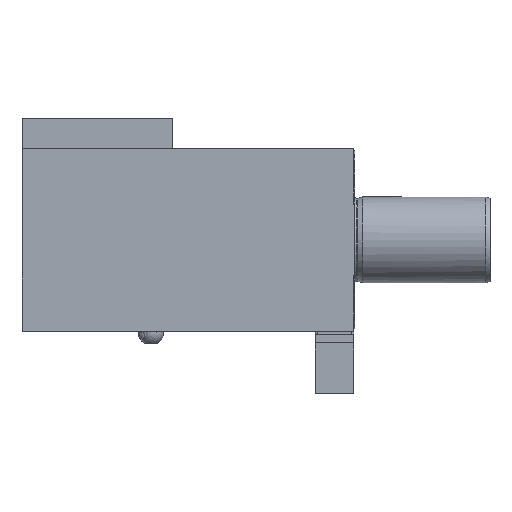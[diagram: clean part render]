
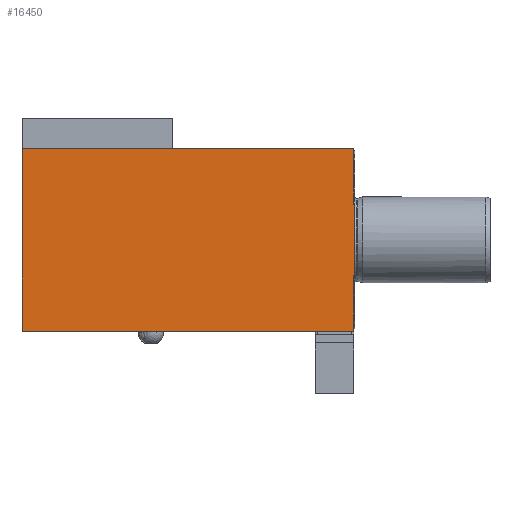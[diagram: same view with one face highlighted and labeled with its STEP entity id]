
A CAD part, left-side view. The second image highlights one B-rep face of the part: STEP entity #16450.
In plain terms, the highlighted planar face has unit normal (-1, 0, 0).
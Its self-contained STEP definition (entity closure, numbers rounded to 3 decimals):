
#234 = VECTOR ( 'NONE', #5805, 1000. ) ;
#971 = VERTEX_POINT ( 'NONE', #6878 ) ;
#1641 = ORIENTED_EDGE ( 'NONE', *, *, #8406, .T. ) ;
#1964 = LINE ( 'NONE', #11303, #16500 ) ;
#2061 = EDGE_LOOP ( 'NONE', ( #8571, #2350, #10750, #7107, #18940, #10297, #8016, #1641 ) ) ;
#2227 = VERTEX_POINT ( 'NONE', #6763 ) ;
#2319 = VERTEX_POINT ( 'NONE', #14910 ) ;
#2350 = ORIENTED_EDGE ( 'NONE', *, *, #13475, .F. ) ;
#2606 = VERTEX_POINT ( 'NONE', #11007 ) ;
#2795 = CARTESIAN_POINT ( 'NONE',  ( -38., 0., 0. ) ) ;
#2810 = VERTEX_POINT ( 'NONE', #4944 ) ;
#2819 = EDGE_CURVE ( 'NONE', #2606, #19695, #17441, .T. ) ;
#2903 = LINE ( 'NONE', #16437, #14788 ) ;
#3751 = LINE ( 'NONE', #9774, #17872 ) ;
#4056 = DIRECTION ( 'NONE',  ( 1., 0., 0. ) ) ;
#4238 = DIRECTION ( 'NONE',  ( 0., 0., 1. ) ) ;
#4467 = CARTESIAN_POINT ( 'NONE',  ( -38., 0.5, 16.681 ) ) ;
#4944 = CARTESIAN_POINT ( 'NONE',  ( -38., 0., -16.681 ) ) ;
#5479 = FACE_OUTER_BOUND ( 'NONE', #2061, .T. ) ;
#5758 = DIRECTION ( 'NONE',  ( 0., 1., 0. ) ) ;
#5805 = DIRECTION ( 'NONE',  ( 0., -1., 0. ) ) ;
#6089 = VECTOR ( 'NONE', #17091, 1000. ) ;
#6213 = LINE ( 'NONE', #18515, #6089 ) ;
#6763 = CARTESIAN_POINT ( 'NONE',  ( -38., 155., -42.5 ) ) ;
#6783 = CARTESIAN_POINT ( 'NONE',  ( -38., 0.5, 42.5 ) ) ;
#6878 = CARTESIAN_POINT ( 'NONE',  ( -38., 0.5, -16.681 ) ) ;
#7107 = ORIENTED_EDGE ( 'NONE', *, *, #16926, .F. ) ;
#7621 = CARTESIAN_POINT ( 'NONE',  ( -38., 155., -42.5 ) ) ;
#8016 = ORIENTED_EDGE ( 'NONE', *, *, #8210, .F. ) ;
#8174 = DIRECTION ( 'NONE',  ( 0., 0., 1. ) ) ;
#8210 = EDGE_CURVE ( 'NONE', #2227, #2606, #6213, .T. ) ;
#8221 = VECTOR ( 'NONE', #14299, 1000. ) ;
#8406 = EDGE_CURVE ( 'NONE', #2227, #2319, #9161, .T. ) ;
#8571 = ORIENTED_EDGE ( 'NONE', *, *, #18682, .T. ) ;
#8636 = CARTESIAN_POINT ( 'NONE',  ( -38., 155., -42.5 ) ) ;
#9100 = LINE ( 'NONE', #2795, #16323 ) ;
#9161 = LINE ( 'NONE', #7621, #234 ) ;
#9207 = DIRECTION ( 'NONE',  ( 0., 0., -1. ) ) ;
#9774 = CARTESIAN_POINT ( 'NONE',  ( -38., 0., 16.681 ) ) ;
#10297 = ORIENTED_EDGE ( 'NONE', *, *, #2819, .F. ) ;
#10750 = ORIENTED_EDGE ( 'NONE', *, *, #19857, .F. ) ;
#10836 = VERTEX_POINT ( 'NONE', #14347 ) ;
#11007 = CARTESIAN_POINT ( 'NONE',  ( -38., 155., 42.5 ) ) ;
#11303 = CARTESIAN_POINT ( 'NONE',  ( -38., 0.5, -42.5 ) ) ;
#11789 = LINE ( 'NONE', #18171, #14029 ) ;
#13339 = DIRECTION ( 'NONE',  ( 0., 1., 0. ) ) ;
#13475 = EDGE_CURVE ( 'NONE', #2810, #971, #2903, .T. ) ;
#14029 = VECTOR ( 'NONE', #4238, 1000. ) ;
#14299 = DIRECTION ( 'NONE',  ( 0., -1., 0. ) ) ;
#14347 = CARTESIAN_POINT ( 'NONE',  ( -38., 0., 16.681 ) ) ;
#14788 = VECTOR ( 'NONE', #5758, 1000. ) ;
#14910 = CARTESIAN_POINT ( 'NONE',  ( -38., 0.5, -42.5 ) ) ;
#14990 = EDGE_CURVE ( 'NONE', #17457, #19695, #1964, .T. ) ;
#15143 = PLANE ( 'NONE',  #15261 ) ;
#15261 = AXIS2_PLACEMENT_3D ( 'NONE', #8636, #4056, #13339 ) ;
#15744 = CARTESIAN_POINT ( 'NONE',  ( -38., 155., 42.5 ) ) ;
#16323 = VECTOR ( 'NONE', #9207, 1000. ) ;
#16437 = CARTESIAN_POINT ( 'NONE',  ( -38., 0., -16.681 ) ) ;
#16450 = ADVANCED_FACE ( 'Defeature completata1_71', ( #5479 ), #15143, .F. ) ;
#16500 = VECTOR ( 'NONE', #8174, 1000. ) ;
#16926 = EDGE_CURVE ( 'NONE', #17457, #10836, #3751, .T. ) ;
#17091 = DIRECTION ( 'NONE',  ( 0., 0., 1. ) ) ;
#17441 = LINE ( 'NONE', #15744, #8221 ) ;
#17457 = VERTEX_POINT ( 'NONE', #4467 ) ;
#17595 = DIRECTION ( 'NONE',  ( 0., -1., 0. ) ) ;
#17872 = VECTOR ( 'NONE', #17595, 1000. ) ;
#18171 = CARTESIAN_POINT ( 'NONE',  ( -38., 0.5, -42.5 ) ) ;
#18515 = CARTESIAN_POINT ( 'NONE',  ( -38., 155., -42.5 ) ) ;
#18682 = EDGE_CURVE ( 'NONE', #2319, #971, #11789, .T. ) ;
#18940 = ORIENTED_EDGE ( 'NONE', *, *, #14990, .T. ) ;
#19695 = VERTEX_POINT ( 'NONE', #6783 ) ;
#19857 = EDGE_CURVE ( 'NONE', #10836, #2810, #9100, .T. ) ;
